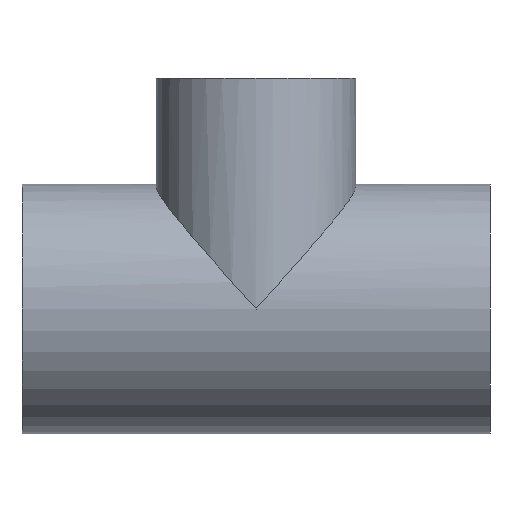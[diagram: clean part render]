
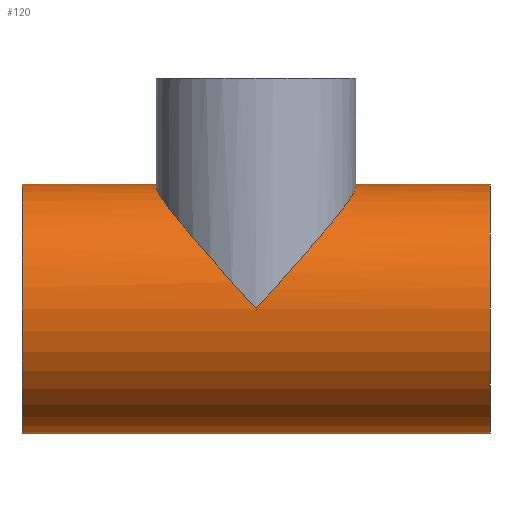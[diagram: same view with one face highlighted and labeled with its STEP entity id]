
A CAD part, front view. The second image highlights one B-rep face of the part: STEP entity #120.
In plain terms, the highlighted cylindrical face has radius 31.75 mm (diameter 63.5 mm), a full revolution.
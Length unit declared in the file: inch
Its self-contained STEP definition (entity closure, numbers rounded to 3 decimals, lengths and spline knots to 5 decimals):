
#17=FACE_BOUND('',#37,.T.);
#27=FACE_OUTER_BOUND('',#36,.T.);
#36=EDGE_LOOP('',(#102,#103,#104,#105));
#37=EDGE_LOOP('',(#106,#107));
#44=B_SPLINE_CURVE_WITH_KNOTS('',3,(#266,#267,#268,#269,#270,#271,#272,
#273,#274,#275,#276,#277,#278,#279,#280,#281,#282,#283,#284,#285,#286,#287,
#288,#289,#290,#291,#292,#293,#294,#295,#296,#297,#298,#299,#300,#301,#302,
#303,#304,#305,#306,#307,#308,#309,#310,#311,#312,#313,#314,#315),
 .UNSPECIFIED.,.F.,.F.,(4,2,2,2,2,2,2,2,2,2,2,2,2,2,2,2,2,2,2,2,2,2,2,2,
4),(0.,0.73272,1.46544,2.19816,2.93088,
3.42735,3.92382,4.4203,4.91677,5.39706,
5.87735,6.35764,6.83793,7.33941,7.84089,
8.34237,8.84384,9.34532,9.8468,10.34828,
10.84976,11.33005,11.81034,12.29063,12.77092),
 .UNSPECIFIED.);
#45=B_SPLINE_CURVE_WITH_KNOTS('',3,(#316,#317,#318,#319,#320,#321,#322,
#323,#324,#325,#326,#327,#328,#329,#330,#331,#332,#333),.UNSPECIFIED.,.F.,
 .F.,(4,2,2,2,2,2,2,2,4),(12.77092,13.26739,13.76387,
14.26034,14.75681,15.48953,16.22225,16.95497,
17.68769),.UNSPECIFIED.);
#49=LINE('',#348,#53);
#53=VECTOR('',#181,1.25);
#58=CIRCLE('',#152,1.25);
#59=CIRCLE('',#153,1.25);
#63=VERTEX_POINT('',#264);
#64=VERTEX_POINT('',#265);
#68=VERTEX_POINT('',#345);
#69=VERTEX_POINT('',#347);
#74=EDGE_CURVE('',#63,#64,#44,.T.);
#75=EDGE_CURVE('',#64,#63,#45,.T.);
#81=EDGE_CURVE('',#68,#68,#58,.T.);
#82=EDGE_CURVE('',#68,#69,#49,.T.);
#83=EDGE_CURVE('',#69,#69,#59,.T.);
#102=ORIENTED_EDGE('',*,*,#81,.F.);
#103=ORIENTED_EDGE('',*,*,#82,.T.);
#104=ORIENTED_EDGE('',*,*,#83,.T.);
#105=ORIENTED_EDGE('',*,*,#82,.F.);
#106=ORIENTED_EDGE('',*,*,#74,.T.);
#107=ORIENTED_EDGE('',*,*,#75,.T.);
#115=CYLINDRICAL_SURFACE('',#151,1.25);
#120=ADVANCED_FACE('',(#27,#17),#115,.T.);
#151=AXIS2_PLACEMENT_3D('',#344,#177,#178);
#152=AXIS2_PLACEMENT_3D('',#346,#179,#180);
#153=AXIS2_PLACEMENT_3D('',#349,#182,#183);
#177=DIRECTION('center_axis',(-1.,0.,0.));
#178=DIRECTION('ref_axis',(0.,-1.,0.));
#179=DIRECTION('center_axis',(-1.,0.,0.));
#180=DIRECTION('ref_axis',(0.,-1.,0.));
#181=DIRECTION('',(1.,0.,0.));
#182=DIRECTION('center_axis',(-1.,0.,0.));
#183=DIRECTION('ref_axis',(0.,-1.,0.));
#264=CARTESIAN_POINT('',(0.,-1.25,0.));
#265=CARTESIAN_POINT('',(1.,-0.25,1.22474));
#266=CARTESIAN_POINT('Ctrl Pts',(0.,-1.25,0.));
#267=CARTESIAN_POINT('Ctrl Pts',(-0.0641,-1.25,0.07167));
#268=CARTESIAN_POINT('Ctrl Pts',(-0.13097,-1.24376,0.14642));
#269=CARTESIAN_POINT('Ctrl Pts',(-0.26549,-1.21655,0.29727));
#270=CARTESIAN_POINT('Ctrl Pts',(-0.33313,-1.1956,0.37337));
#271=CARTESIAN_POINT('Ctrl Pts',(-0.46455,-1.13844,0.52232));
#272=CARTESIAN_POINT('Ctrl Pts',(-0.52836,-1.10222,0.59521));
#273=CARTESIAN_POINT('Ctrl Pts',(-0.64778,-1.0154,0.73358));
#274=CARTESIAN_POINT('Ctrl Pts',(-0.70338,-0.96479,0.79905));
#275=CARTESIAN_POINT('Ctrl Pts',(-0.78644,-0.86977,
0.89951));
#276=CARTESIAN_POINT('Ctrl Pts',(-0.81934,-0.82613,
0.94012));
#277=CARTESIAN_POINT('Ctrl Pts',(-0.87944,-0.7294,
1.017));
#278=CARTESIAN_POINT('Ctrl Pts',(-0.90664,-0.6763,
1.05327));
#279=CARTESIAN_POINT('Ctrl Pts',(-0.95173,-0.56294,1.11797));
#280=CARTESIAN_POINT('Ctrl Pts',(-0.96965,-0.50258,
1.14645));
#281=CARTESIAN_POINT('Ctrl Pts',(-0.9938,-0.37803,
1.19332));
#282=CARTESIAN_POINT('Ctrl Pts',(-1.,-0.31384,1.21171));
#283=CARTESIAN_POINT('Ctrl Pts',(-1.,-0.18824,1.23735));
#284=CARTESIAN_POINT('Ctrl Pts',(-0.99417,-0.12406,1.24547));
#285=CARTESIAN_POINT('Ctrl Pts',(-0.96944,0.00381,
1.25163));
#286=CARTESIAN_POINT('Ctrl Pts',(-0.95054,0.06749,
1.24968));
#287=CARTESIAN_POINT('Ctrl Pts',(-0.90072,0.18936,1.23709));
#288=CARTESIAN_POINT('Ctrl Pts',(-0.86974,0.2477,1.22647));
#289=CARTESIAN_POINT('Ctrl Pts',(-0.79859,0.35533,1.19972));
#290=CARTESIAN_POINT('Ctrl Pts',(-0.75841,0.40461,1.18362));
#291=CARTESIAN_POINT('Ctrl Pts',(-0.67168,0.49355,1.14947));
#292=CARTESIAN_POINT('Ctrl Pts',(-0.62173,0.53602,1.13003));
#293=CARTESIAN_POINT('Ctrl Pts',(-0.51282,0.61104,1.09129));
#294=CARTESIAN_POINT('Ctrl Pts',(-0.45388,0.6436,1.07203));
#295=CARTESIAN_POINT('Ctrl Pts',(-0.33007,0.69635,1.03854));
#296=CARTESIAN_POINT('Ctrl Pts',(-0.26508,0.71658,1.02435));
#297=CARTESIAN_POINT('Ctrl Pts',(-0.13296,0.74341,1.00504));
#298=CARTESIAN_POINT('Ctrl Pts',(-0.06581,0.75,1.));
#299=CARTESIAN_POINT('Ctrl Pts',(0.06581,0.75,1.));
#300=CARTESIAN_POINT('Ctrl Pts',(0.13296,0.74341,1.00504));
#301=CARTESIAN_POINT('Ctrl Pts',(0.26508,0.71658,1.02435));
#302=CARTESIAN_POINT('Ctrl Pts',(0.33007,0.69635,1.03854));
#303=CARTESIAN_POINT('Ctrl Pts',(0.45388,0.6436,1.07203));
#304=CARTESIAN_POINT('Ctrl Pts',(0.51282,0.61104,1.09129));
#305=CARTESIAN_POINT('Ctrl Pts',(0.62173,0.53602,1.13003));
#306=CARTESIAN_POINT('Ctrl Pts',(0.67168,0.49355,1.14947));
#307=CARTESIAN_POINT('Ctrl Pts',(0.75841,0.40461,1.18362));
#308=CARTESIAN_POINT('Ctrl Pts',(0.79859,0.35533,1.19972));
#309=CARTESIAN_POINT('Ctrl Pts',(0.86974,0.2477,1.22647));
#310=CARTESIAN_POINT('Ctrl Pts',(0.90072,0.18936,1.23709));
#311=CARTESIAN_POINT('Ctrl Pts',(0.95054,0.06749,1.24968));
#312=CARTESIAN_POINT('Ctrl Pts',(0.96944,0.00381,
1.25163));
#313=CARTESIAN_POINT('Ctrl Pts',(0.99417,-0.12406,1.24547));
#314=CARTESIAN_POINT('Ctrl Pts',(1.,-0.18824,1.23735));
#315=CARTESIAN_POINT('Ctrl Pts',(1.,-0.25,1.22474));
#316=CARTESIAN_POINT('Ctrl Pts',(1.,-0.25,1.22474));
#317=CARTESIAN_POINT('Ctrl Pts',(1.,-0.31384,1.21171));
#318=CARTESIAN_POINT('Ctrl Pts',(0.9938,-0.37803,1.19332));
#319=CARTESIAN_POINT('Ctrl Pts',(0.96965,-0.50258,1.14645));
#320=CARTESIAN_POINT('Ctrl Pts',(0.95173,-0.56294,1.11797));
#321=CARTESIAN_POINT('Ctrl Pts',(0.90664,-0.6763,1.05327));
#322=CARTESIAN_POINT('Ctrl Pts',(0.87944,-0.7294,1.017));
#323=CARTESIAN_POINT('Ctrl Pts',(0.81934,-0.82613,0.94012));
#324=CARTESIAN_POINT('Ctrl Pts',(0.78644,-0.86977,0.89951));
#325=CARTESIAN_POINT('Ctrl Pts',(0.70338,-0.96479,0.79905));
#326=CARTESIAN_POINT('Ctrl Pts',(0.64778,-1.0154,0.73358));
#327=CARTESIAN_POINT('Ctrl Pts',(0.52836,-1.10222,0.59521));
#328=CARTESIAN_POINT('Ctrl Pts',(0.46455,-1.13844,0.52232));
#329=CARTESIAN_POINT('Ctrl Pts',(0.33313,-1.1956,0.37337));
#330=CARTESIAN_POINT('Ctrl Pts',(0.26549,-1.21655,0.29727));
#331=CARTESIAN_POINT('Ctrl Pts',(0.13097,-1.24376,0.14642));
#332=CARTESIAN_POINT('Ctrl Pts',(0.0641,-1.25,0.07167));
#333=CARTESIAN_POINT('Ctrl Pts',(0.,-1.25,0.));
#344=CARTESIAN_POINT('Origin',(2.344,0.,0.));
#345=CARTESIAN_POINT('',(-2.344,1.25,0.));
#346=CARTESIAN_POINT('Origin',(-2.344,0.,0.));
#347=CARTESIAN_POINT('',(2.344,1.25,0.));
#348=CARTESIAN_POINT('',(2.344,1.25,0.));
#349=CARTESIAN_POINT('Origin',(2.344,0.,0.));
